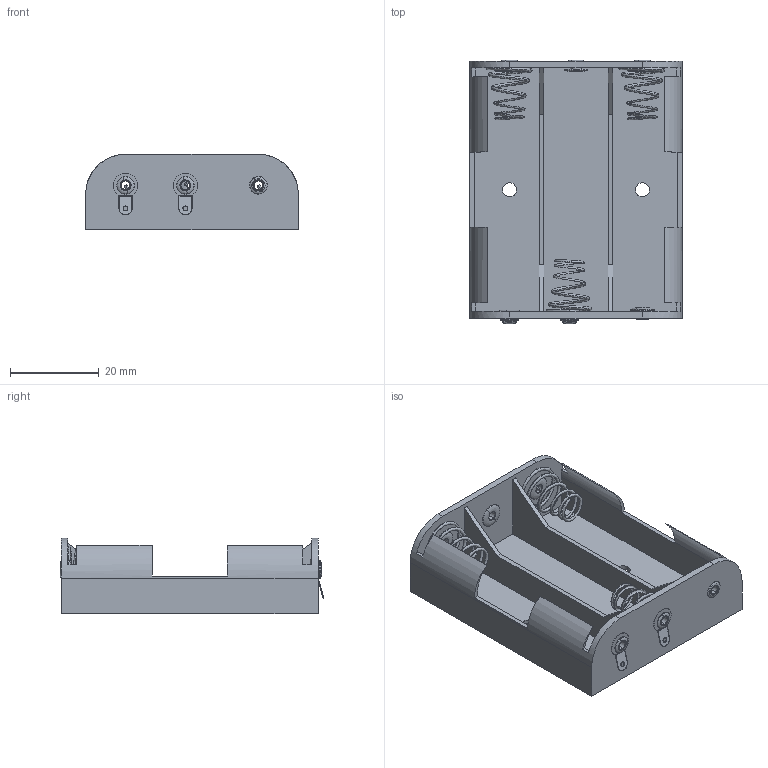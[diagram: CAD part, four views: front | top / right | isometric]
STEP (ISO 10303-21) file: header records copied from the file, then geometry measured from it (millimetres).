
FILE_DESCRIPTION (( 'STEP AP214' ), '1' );
FILE_NAME ('BatHolder 3xAA.STEP', '2018-11-16T21:42:20', ( '' ), ( '' ), 'SwSTEP 2.0', 'SolidWorks 2018', '' );
FILE_SCHEMA (( 'AUTOMOTIVE_DESIGN' ));
Length unit declared in the file: millimetre
Products named in the file (5): BatteryHolder 3xAA Case; BatHolder 3xAA; Part2; Part4; Part3
Assembly tree (12 placements, depth 2):
  BatHolder 3xAA
    BatteryHolder 3xAA Case
    Part2  x6
    Part3  x2
    Part4  x3
Bounding box: 48 x 59.54 x 17 mm (x, y, z)
Volume: 7134.2 mm3; surface area: 14862.2 mm2
Topology: 12 solids, 12 shells, 329 faces, 737 edges, 423 vertices
Faces by surface type: torus 148, cylinder 72, plane 66, cone 24, bspline 19
Entity records: 6770 total; most frequent: CARTESIAN_POINT 3255, DIRECTION 757, ORIENTED_EDGE 658, EDGE_CURVE 329, AXIS2_PLACEMENT_3D 307, VERTEX_POINT 204, CIRCLE 166, EDGE_LOOP 153
